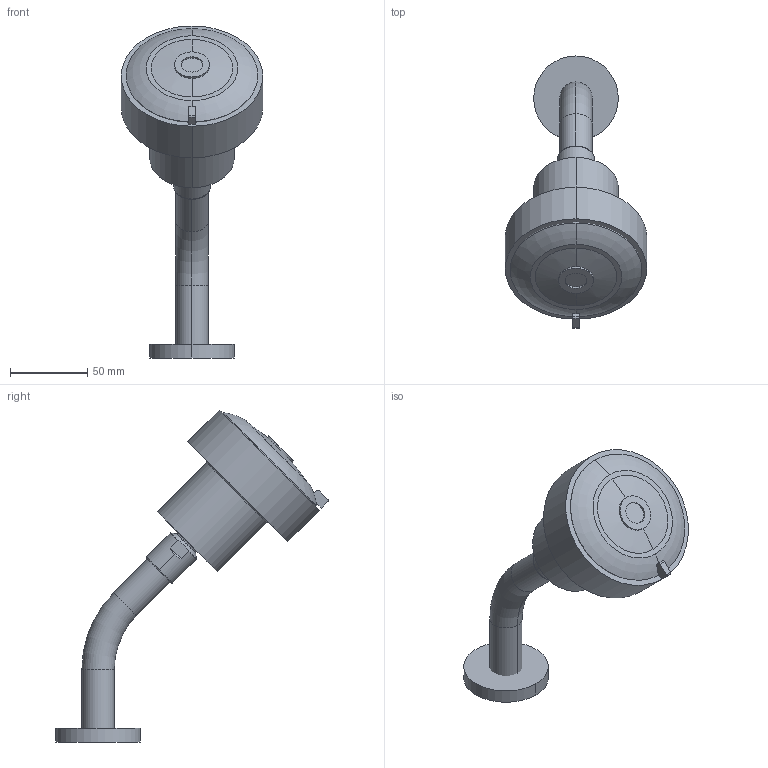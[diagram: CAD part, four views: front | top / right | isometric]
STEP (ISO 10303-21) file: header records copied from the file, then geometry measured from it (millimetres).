
FILE_DESCRIPTION (( 'STEP AP203' ), '1' );
FILE_NAME ('28508979-00.STEP', '2018-07-03T14:49:11', ( '' ), ( '' ), 'SwSTEP 2.0', 'SolidWorks 2017', '' );
FILE_SCHEMA (( 'CONFIG_CONTROL_DESIGN' ));
Length unit declared in the file: millimetre
Products named in the file (6): Planungsmodell_Einsatz-+-04.12.11.110.00-02_ _K1; Planungsmodell_Rohr_gerade-+-28.568.780-10_ _K3_55x9; Planungsmodell_Rohr45-+-09.11.03.011.94-01_ _K1_21x47x45_R60; Planungsmodell_Kopfbrause-+-04.12.11.110.00-1_ _PDB_04121111000-00; Planungsmodell_Kopfbrause-+-04.12.11.110.00-01_ _K1; 28508979-00
Assembly tree (5 placements, depth 3):
  28508979-00
    Planungsmodell_Rohr45-+-09.11.03.011.94-01_ _K1_21x47x45_R60
    Planungsmodell_Kopfbrause-+-04.12.11.110.00-1_ _PDB_04121111000-00
      Planungsmodell_Kopfbrause-+-04.12.11.110.00-01_ _K1
      Planungsmodell_Einsatz-+-04.12.11.110.00-02_ _K1
    Planungsmodell_Rohr_gerade-+-28.568.780-10_ _K3_55x9
Bounding box: 92 x 176.95 x 215.54 mm (x, y, z)
Volume: 428094.8 mm3; surface area: 60837 mm2
Topology: 4 solids, 4 shells, 68 faces, 158 edges, 102 vertices
Faces by surface type: plane 23, cylinder 21, bspline 12, torus 8, cone 2, sphere 2
Entity records: 2895 total; most frequent: CARTESIAN_POINT 723, DIRECTION 354, ORIENTED_EDGE 316, EDGE_CURVE 158, AXIS2_PLACEMENT_3D 155, VERTEX_POINT 102, CIRCLE 90, EDGE_LOOP 72
